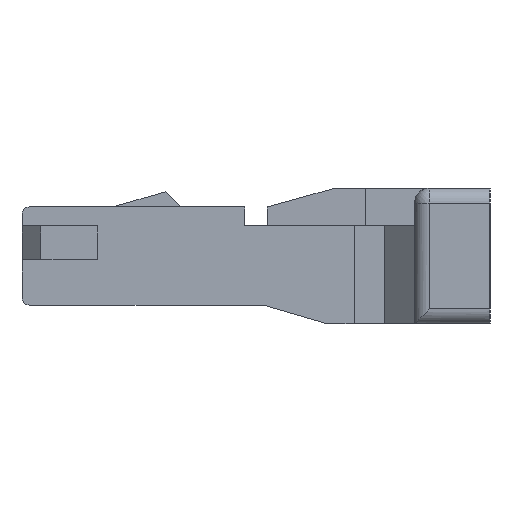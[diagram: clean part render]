
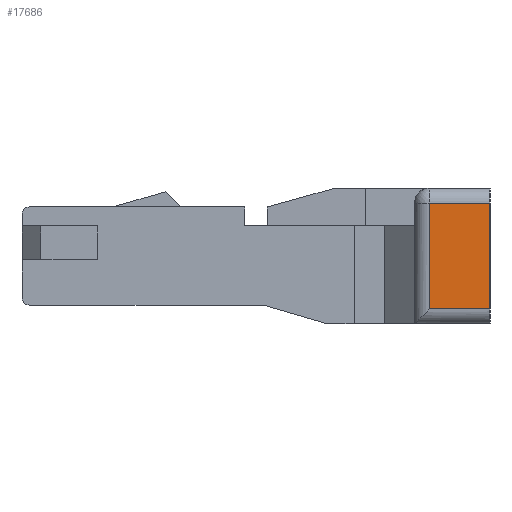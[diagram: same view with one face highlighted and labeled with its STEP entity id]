
A CAD part, left-side view. The second image highlights one B-rep face of the part: STEP entity #17686.
In plain terms, the highlighted planar face has unit normal (-1, 0, 0).
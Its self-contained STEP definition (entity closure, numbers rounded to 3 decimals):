
#55 = CYLINDRICAL_SURFACE('',#56,0.2);
#56 = AXIS2_PLACEMENT_3D('',#57,#58,#59);
#57 = CARTESIAN_POINT('',(-6.41,-10.582,-0.7));
#58 = DIRECTION('',(0.,1.,0.));
#59 = DIRECTION('',(0.,0.,-1.));
#105 = PLANE('',#106);
#106 = AXIS2_PLACEMENT_3D('',#107,#108,#109);
#107 = CARTESIAN_POINT('',(-6.61,-2.5,-0.9));
#108 = DIRECTION('',(0.,-1.,0.));
#109 = DIRECTION('',(1.,0.,0.));
#476 = EDGE_CURVE('',#477,#479,#481,.T.);
#477 = VERTEX_POINT('',#478);
#478 = CARTESIAN_POINT('',(-6.61,-2.5,-0.7));
#479 = VERTEX_POINT('',#480);
#480 = CARTESIAN_POINT('',(-6.61,-1.7,-0.7));
#481 = SURFACE_CURVE('',#482,(#486,#515),.PCURVE_S1.);
#482 = LINE('',#483,#484);
#483 = CARTESIAN_POINT('',(-6.61,-2.5,-0.7));
#484 = VECTOR('',#485,1.);
#485 = DIRECTION('',(0.,1.,0.));
#486 = PCURVE('',#55,#487);
#487 = DEFINITIONAL_REPRESENTATION('',(#488),#514);
#488 = B_SPLINE_CURVE_WITH_KNOTS('',3,(#489,#490,#491,#492,#493,#494,
    #495,#496,#497,#498,#499,#500,#501,#502,#503,#504,#505,#506,#507,
    #508,#509,#510,#511,#512,#513),.UNSPECIFIED.,.F.,.F.,(4,1,1,1,1,1,1,
    1,1,1,1,1,1,1,1,1,1,1,1,1,1,1,4),(0.,0.036,
    0.073,0.109,0.145,0.182,
    0.218,0.255,0.291,0.327,
    0.364,0.4,0.436,0.473,0.509,
    0.545,0.582,0.618,0.655,
    0.691,0.727,0.764,0.8),
  .QUASI_UNIFORM_KNOTS.);
#489 = CARTESIAN_POINT('',(1.571,8.082));
#490 = CARTESIAN_POINT('',(1.571,8.094));
#491 = CARTESIAN_POINT('',(1.571,8.119));
#492 = CARTESIAN_POINT('',(1.571,8.155));
#493 = CARTESIAN_POINT('',(1.571,8.191));
#494 = CARTESIAN_POINT('',(1.571,8.228));
#495 = CARTESIAN_POINT('',(1.571,8.264));
#496 = CARTESIAN_POINT('',(1.571,8.301));
#497 = CARTESIAN_POINT('',(1.571,8.337));
#498 = CARTESIAN_POINT('',(1.571,8.373));
#499 = CARTESIAN_POINT('',(1.571,8.41));
#500 = CARTESIAN_POINT('',(1.571,8.446));
#501 = CARTESIAN_POINT('',(1.571,8.482));
#502 = CARTESIAN_POINT('',(1.571,8.519));
#503 = CARTESIAN_POINT('',(1.571,8.555));
#504 = CARTESIAN_POINT('',(1.571,8.591));
#505 = CARTESIAN_POINT('',(1.571,8.628));
#506 = CARTESIAN_POINT('',(1.571,8.664));
#507 = CARTESIAN_POINT('',(1.571,8.701));
#508 = CARTESIAN_POINT('',(1.571,8.737));
#509 = CARTESIAN_POINT('',(1.571,8.773));
#510 = CARTESIAN_POINT('',(1.571,8.81));
#511 = CARTESIAN_POINT('',(1.571,8.846));
#512 = CARTESIAN_POINT('',(1.571,8.87));
#513 = CARTESIAN_POINT('',(1.571,8.882));
#514 = ( GEOMETRIC_REPRESENTATION_CONTEXT(2) 
PARAMETRIC_REPRESENTATION_CONTEXT() REPRESENTATION_CONTEXT('2D SPACE',''
  ) );
#515 = PCURVE('',#516,#521);
#516 = PLANE('',#517);
#517 = AXIS2_PLACEMENT_3D('',#518,#519,#520);
#518 = CARTESIAN_POINT('',(-6.61,-1.5,-0.9));
#519 = DIRECTION('',(-1.,0.,0.));
#520 = DIRECTION('',(0.,-1.,0.));
#521 = DEFINITIONAL_REPRESENTATION('',(#522),#526);
#522 = LINE('',#523,#524);
#523 = CARTESIAN_POINT('',(1.,0.2));
#524 = VECTOR('',#525,1.);
#525 = DIRECTION('',(-1.,0.));
#526 = ( GEOMETRIC_REPRESENTATION_CONTEXT(2) 
PARAMETRIC_REPRESENTATION_CONTEXT() REPRESENTATION_CONTEXT('2D SPACE',''
  ) );
#594 = CYLINDRICAL_SURFACE('',#595,0.2);
#595 = AXIS2_PLACEMENT_3D('',#596,#597,#598);
#596 = CARTESIAN_POINT('',(-6.41,-1.7,-3.246));
#597 = DIRECTION('',(0.,0.,1.));
#598 = DIRECTION('',(0.,1.,0.));
#881 = EDGE_CURVE('',#477,#882,#884,.T.);
#882 = VERTEX_POINT('',#883);
#883 = CARTESIAN_POINT('',(-6.61,-2.5,0.7));
#884 = SURFACE_CURVE('',#885,(#889,#896),.PCURVE_S1.);
#885 = LINE('',#886,#887);
#886 = CARTESIAN_POINT('',(-6.61,-2.5,-0.7));
#887 = VECTOR('',#888,1.);
#888 = DIRECTION('',(0.,0.,1.));
#889 = PCURVE('',#105,#890);
#890 = DEFINITIONAL_REPRESENTATION('',(#891),#895);
#891 = LINE('',#892,#893);
#892 = CARTESIAN_POINT('',(0.,0.2));
#893 = VECTOR('',#894,1.);
#894 = DIRECTION('',(0.,1.));
#895 = ( GEOMETRIC_REPRESENTATION_CONTEXT(2) 
PARAMETRIC_REPRESENTATION_CONTEXT() REPRESENTATION_CONTEXT('2D SPACE',''
  ) );
#896 = PCURVE('',#516,#897);
#897 = DEFINITIONAL_REPRESENTATION('',(#898),#902);
#898 = LINE('',#899,#900);
#899 = CARTESIAN_POINT('',(1.,0.2));
#900 = VECTOR('',#901,1.);
#901 = DIRECTION('',(0.,1.));
#902 = ( GEOMETRIC_REPRESENTATION_CONTEXT(2) 
PARAMETRIC_REPRESENTATION_CONTEXT() REPRESENTATION_CONTEXT('2D SPACE',''
  ) );
#921 = CYLINDRICAL_SURFACE('',#922,0.2);
#922 = AXIS2_PLACEMENT_3D('',#923,#924,#925);
#923 = CARTESIAN_POINT('',(-6.41,-10.582,0.7));
#924 = DIRECTION('',(0.,1.,0.));
#925 = DIRECTION('',(-1.,0.,0.));
#17575 = VERTEX_POINT('',#17576);
#17576 = CARTESIAN_POINT('',(-6.61,-1.7,0.7));
#17644 = EDGE_CURVE('',#479,#17575,#17645,.T.);
#17645 = SURFACE_CURVE('',#17646,(#17650,#17679),.PCURVE_S1.);
#17646 = LINE('',#17647,#17648);
#17647 = CARTESIAN_POINT('',(-6.61,-1.7,-0.7));
#17648 = VECTOR('',#17649,1.);
#17649 = DIRECTION('',(0.,0.,1.));
#17650 = PCURVE('',#594,#17651);
#17651 = DEFINITIONAL_REPRESENTATION('',(#17652),#17678);
#17652 = B_SPLINE_CURVE_WITH_KNOTS('',3,(#17653,#17654,#17655,#17656,
    #17657,#17658,#17659,#17660,#17661,#17662,#17663,#17664,#17665,
    #17666,#17667,#17668,#17669,#17670,#17671,#17672,#17673,#17674,
    #17675,#17676,#17677),.UNSPECIFIED.,.F.,.F.,(4,1,1,1,1,1,1,1,1,1,1,1
    ,1,1,1,1,1,1,1,1,1,1,4),(0.,0.064,0.127,
    0.191,0.255,0.318,0.382,
    0.445,0.509,0.573,0.636,0.7,
    0.764,0.827,0.891,0.955,
    1.018,1.082,1.145,1.209,
    1.273,1.336,1.4),.QUASI_UNIFORM_KNOTS.);
#17653 = CARTESIAN_POINT('',(1.571,2.546));
#17654 = CARTESIAN_POINT('',(1.571,2.568));
#17655 = CARTESIAN_POINT('',(1.571,2.61));
#17656 = CARTESIAN_POINT('',(1.571,2.674));
#17657 = CARTESIAN_POINT('',(1.571,2.737));
#17658 = CARTESIAN_POINT('',(1.571,2.801));
#17659 = CARTESIAN_POINT('',(1.571,2.865));
#17660 = CARTESIAN_POINT('',(1.571,2.928));
#17661 = CARTESIAN_POINT('',(1.571,2.992));
#17662 = CARTESIAN_POINT('',(1.571,3.056));
#17663 = CARTESIAN_POINT('',(1.571,3.119));
#17664 = CARTESIAN_POINT('',(1.571,3.183));
#17665 = CARTESIAN_POINT('',(1.571,3.246));
#17666 = CARTESIAN_POINT('',(1.571,3.31));
#17667 = CARTESIAN_POINT('',(1.571,3.374));
#17668 = CARTESIAN_POINT('',(1.571,3.437));
#17669 = CARTESIAN_POINT('',(1.571,3.501));
#17670 = CARTESIAN_POINT('',(1.571,3.565));
#17671 = CARTESIAN_POINT('',(1.571,3.628));
#17672 = CARTESIAN_POINT('',(1.571,3.692));
#17673 = CARTESIAN_POINT('',(1.571,3.756));
#17674 = CARTESIAN_POINT('',(1.571,3.819));
#17675 = CARTESIAN_POINT('',(1.571,3.883));
#17676 = CARTESIAN_POINT('',(1.571,3.925));
#17677 = CARTESIAN_POINT('',(1.571,3.946));
#17678 = ( GEOMETRIC_REPRESENTATION_CONTEXT(2) 
PARAMETRIC_REPRESENTATION_CONTEXT() REPRESENTATION_CONTEXT('2D SPACE',''
  ) );
#17679 = PCURVE('',#516,#17680);
#17680 = DEFINITIONAL_REPRESENTATION('',(#17681),#17685);
#17681 = LINE('',#17682,#17683);
#17682 = CARTESIAN_POINT('',(0.2,0.2));
#17683 = VECTOR('',#17684,1.);
#17684 = DIRECTION('',(0.,1.));
#17685 = ( GEOMETRIC_REPRESENTATION_CONTEXT(2) 
PARAMETRIC_REPRESENTATION_CONTEXT() REPRESENTATION_CONTEXT('2D SPACE',''
  ) );
#17686 = ADVANCED_FACE('',(#17687),#516,.T.);
#17687 = FACE_BOUND('',#17688,.F.);
#17688 = EDGE_LOOP('',(#17689,#17732,#17733,#17734));
#17689 = ORIENTED_EDGE('',*,*,#17690,.F.);
#17690 = EDGE_CURVE('',#882,#17575,#17691,.T.);
#17691 = SURFACE_CURVE('',#17692,(#17696,#17703),.PCURVE_S1.);
#17692 = LINE('',#17693,#17694);
#17693 = CARTESIAN_POINT('',(-6.61,-2.5,0.7));
#17694 = VECTOR('',#17695,1.);
#17695 = DIRECTION('',(0.,1.,0.));
#17696 = PCURVE('',#516,#17697);
#17697 = DEFINITIONAL_REPRESENTATION('',(#17698),#17702);
#17698 = LINE('',#17699,#17700);
#17699 = CARTESIAN_POINT('',(1.,1.6));
#17700 = VECTOR('',#17701,1.);
#17701 = DIRECTION('',(-1.,0.));
#17702 = ( GEOMETRIC_REPRESENTATION_CONTEXT(2) 
PARAMETRIC_REPRESENTATION_CONTEXT() REPRESENTATION_CONTEXT('2D SPACE',''
  ) );
#17703 = PCURVE('',#921,#17704);
#17704 = DEFINITIONAL_REPRESENTATION('',(#17705),#17731);
#17705 = B_SPLINE_CURVE_WITH_KNOTS('',3,(#17706,#17707,#17708,#17709,
    #17710,#17711,#17712,#17713,#17714,#17715,#17716,#17717,#17718,
    #17719,#17720,#17721,#17722,#17723,#17724,#17725,#17726,#17727,
    #17728,#17729,#17730),.UNSPECIFIED.,.F.,.F.,(4,1,1,1,1,1,1,1,1,1,1,1
    ,1,1,1,1,1,1,1,1,1,1,4),(0.,0.036,
    0.073,0.109,0.145,0.182,
    0.218,0.255,0.291,0.327,
    0.364,0.4,0.436,0.473,0.509,
    0.545,0.582,0.618,0.655,
    0.691,0.727,0.764,0.8),
  .QUASI_UNIFORM_KNOTS.);
#17706 = CARTESIAN_POINT('',(0.,8.082));
#17707 = CARTESIAN_POINT('',(0.,8.094));
#17708 = CARTESIAN_POINT('',(0.,8.119));
#17709 = CARTESIAN_POINT('',(0.,8.155));
#17710 = CARTESIAN_POINT('',(0.,8.191));
#17711 = CARTESIAN_POINT('',(0.,8.228));
#17712 = CARTESIAN_POINT('',(0.,8.264));
#17713 = CARTESIAN_POINT('',(0.,8.301));
#17714 = CARTESIAN_POINT('',(0.,8.337));
#17715 = CARTESIAN_POINT('',(0.,8.373));
#17716 = CARTESIAN_POINT('',(0.,8.41));
#17717 = CARTESIAN_POINT('',(0.,8.446));
#17718 = CARTESIAN_POINT('',(0.,8.482));
#17719 = CARTESIAN_POINT('',(0.,8.519));
#17720 = CARTESIAN_POINT('',(0.,8.555));
#17721 = CARTESIAN_POINT('',(0.,8.591));
#17722 = CARTESIAN_POINT('',(0.,8.628));
#17723 = CARTESIAN_POINT('',(0.,8.664));
#17724 = CARTESIAN_POINT('',(0.,8.701));
#17725 = CARTESIAN_POINT('',(0.,8.737));
#17726 = CARTESIAN_POINT('',(0.,8.773));
#17727 = CARTESIAN_POINT('',(0.,8.81));
#17728 = CARTESIAN_POINT('',(0.,8.846));
#17729 = CARTESIAN_POINT('',(0.,8.87));
#17730 = CARTESIAN_POINT('',(0.,8.882));
#17731 = ( GEOMETRIC_REPRESENTATION_CONTEXT(2) 
PARAMETRIC_REPRESENTATION_CONTEXT() REPRESENTATION_CONTEXT('2D SPACE',''
  ) );
#17732 = ORIENTED_EDGE('',*,*,#881,.F.);
#17733 = ORIENTED_EDGE('',*,*,#476,.T.);
#17734 = ORIENTED_EDGE('',*,*,#17644,.T.);
